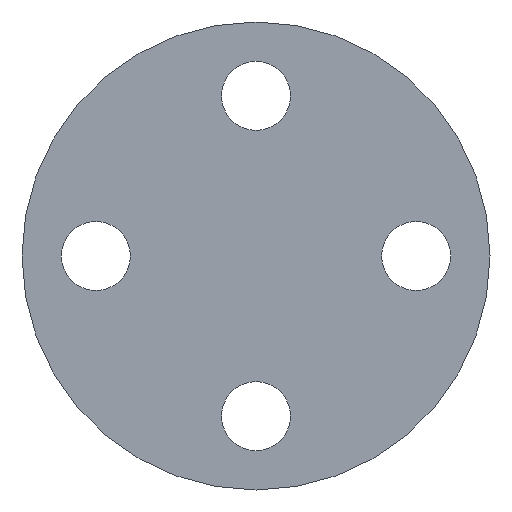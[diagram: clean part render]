
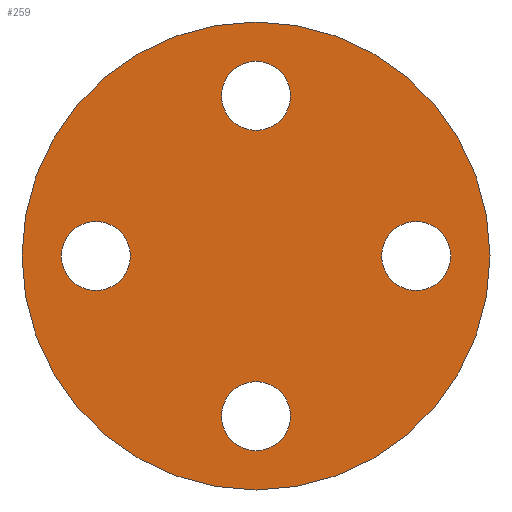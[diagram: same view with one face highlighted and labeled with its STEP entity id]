
A CAD part, front view. The second image highlights one B-rep face of the part: STEP entity #259.
In plain terms, the highlighted planar face has unit normal (0, -1, 0).
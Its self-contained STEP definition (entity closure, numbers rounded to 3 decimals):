
#3 = EDGE_CURVE ( 'NONE', #33, #94, #272, .T. ) ;
#13 = EDGE_CURVE ( 'NONE', #279, #296, #628, .T. ) ;
#18 = DIRECTION ( 'NONE',  ( 0., 1., 0. ) ) ;
#21 = CARTESIAN_POINT ( 'NONE',  ( 32.5, 0., 0. ) ) ;
#22 = EDGE_LOOP ( 'NONE', ( #191, #524 ) ) ;
#28 = AXIS2_PLACEMENT_3D ( 'NONE', #21, #18, #218 ) ;
#32 = CARTESIAN_POINT ( 'NONE',  ( -32.5, 0., 7. ) ) ;
#33 = VERTEX_POINT ( 'NONE', #506 ) ;
#50 = DIRECTION ( 'NONE',  ( 0., 0., 1. ) ) ;
#62 = CIRCLE ( 'NONE', #479, 7. ) ;
#85 = AXIS2_PLACEMENT_3D ( 'NONE', #560, #319, #603 ) ;
#94 = VERTEX_POINT ( 'NONE', #611 ) ;
#96 = CIRCLE ( 'NONE', #28, 7. ) ;
#117 = DIRECTION ( 'NONE',  ( 0., 0., 1. ) ) ;
#131 = ORIENTED_EDGE ( 'NONE', *, *, #269, .T. ) ;
#134 = DIRECTION ( 'NONE',  ( 0., 0., 1. ) ) ;
#136 = EDGE_LOOP ( 'NONE', ( #349, #301 ) ) ;
#147 = CARTESIAN_POINT ( 'NONE',  ( 0., 0., -32.5 ) ) ;
#150 = AXIS2_PLACEMENT_3D ( 'NONE', #147, #453, #117 ) ;
#152 = CARTESIAN_POINT ( 'NONE',  ( 0., 0., -32.5 ) ) ;
#169 = CARTESIAN_POINT ( 'NONE',  ( 32.5, 0., -7. ) ) ;
#170 = DIRECTION ( 'NONE',  ( 0., 1., 0. ) ) ;
#172 = EDGE_CURVE ( 'NONE', #583, #623, #96, .T. ) ;
#175 = FACE_OUTER_BOUND ( 'NONE', #22, .T. ) ;
#176 = ORIENTED_EDGE ( 'NONE', *, *, #582, .T. ) ;
#191 = ORIENTED_EDGE ( 'NONE', *, *, #13, .F. ) ;
#195 = EDGE_CURVE ( 'NONE', #509, #231, #62, .T. ) ;
#196 = VERTEX_POINT ( 'NONE', #473 ) ;
#198 = CARTESIAN_POINT ( 'NONE',  ( 0., 0., 0. ) ) ;
#208 = CARTESIAN_POINT ( 'NONE',  ( 32.5, 0., 7. ) ) ;
#218 = DIRECTION ( 'NONE',  ( 0., 0., 1. ) ) ;
#228 = CARTESIAN_POINT ( 'NONE',  ( 0., 0., 47.5 ) ) ;
#231 = VERTEX_POINT ( 'NONE', #32 ) ;
#235 = AXIS2_PLACEMENT_3D ( 'NONE', #373, #267, #503 ) ;
#241 = PLANE ( 'NONE',  #399 ) ;
#257 = DIRECTION ( 'NONE',  ( 0., 0., 1. ) ) ;
#259 = ADVANCED_FACE ( 'NONE', ( #581, #576, #485, #381, #175 ), #241, .F. ) ;
#267 = DIRECTION ( 'NONE',  ( 0., 1., 0. ) ) ;
#269 = EDGE_CURVE ( 'NONE', #196, #602, #438, .T. ) ;
#272 = CIRCLE ( 'NONE', #378, 7. ) ;
#279 = VERTEX_POINT ( 'NONE', #436 ) ;
#281 = CARTESIAN_POINT ( 'NONE',  ( 0., 0., 0. ) ) ;
#285 = DIRECTION ( 'NONE',  ( 0., 1., 0. ) ) ;
#296 = VERTEX_POINT ( 'NONE', #228 ) ;
#301 = ORIENTED_EDGE ( 'NONE', *, *, #477, .T. ) ;
#309 = CARTESIAN_POINT ( 'NONE',  ( 32.5, 0., 0. ) ) ;
#319 = DIRECTION ( 'NONE',  ( 0., 1., 0. ) ) ;
#320 = EDGE_CURVE ( 'NONE', #296, #279, #518, .T. ) ;
#349 = ORIENTED_EDGE ( 'NONE', *, *, #3, .T. ) ;
#353 = DIRECTION ( 'NONE',  ( 0., 0., 1. ) ) ;
#357 = DIRECTION ( 'NONE',  ( 0., 1., 0. ) ) ;
#361 = AXIS2_PLACEMENT_3D ( 'NONE', #309, #497, #257 ) ;
#367 = CARTESIAN_POINT ( 'NONE',  ( -32.5, 0., -7. ) ) ;
#373 = CARTESIAN_POINT ( 'NONE',  ( -32.5, 0., 0. ) ) ;
#376 = DIRECTION ( 'NONE',  ( 0., 0., 1. ) ) ;
#377 = ORIENTED_EDGE ( 'NONE', *, *, #440, .T. ) ;
#378 = AXIS2_PLACEMENT_3D ( 'NONE', #152, #357, #50 ) ;
#381 = FACE_BOUND ( 'NONE', #136, .T. ) ;
#383 = DIRECTION ( 'NONE',  ( 0., 0., 1. ) ) ;
#384 = ORIENTED_EDGE ( 'NONE', *, *, #606, .T. ) ;
#390 = AXIS2_PLACEMENT_3D ( 'NONE', #570, #615, #383 ) ;
#399 = AXIS2_PLACEMENT_3D ( 'NONE', #281, #285, #533 ) ;
#401 = CIRCLE ( 'NONE', #361, 7. ) ;
#406 = EDGE_LOOP ( 'NONE', ( #176, #131 ) ) ;
#407 = CARTESIAN_POINT ( 'NONE',  ( 0., 0., 39.5 ) ) ;
#419 = CARTESIAN_POINT ( 'NONE',  ( -32.5, 0., 0. ) ) ;
#420 = CIRCLE ( 'NONE', #235, 7. ) ;
#436 = CARTESIAN_POINT ( 'NONE',  ( 0., 0., -47.5 ) ) ;
#438 = CIRCLE ( 'NONE', #390, 7. ) ;
#440 = EDGE_CURVE ( 'NONE', #623, #583, #401, .T. ) ;
#453 = DIRECTION ( 'NONE',  ( 0., 1., 0. ) ) ;
#459 = CIRCLE ( 'NONE', #150, 7. ) ;
#464 = ORIENTED_EDGE ( 'NONE', *, *, #195, .T. ) ;
#473 = CARTESIAN_POINT ( 'NONE',  ( 0., 0., 25.5 ) ) ;
#477 = EDGE_CURVE ( 'NONE', #94, #33, #459, .T. ) ;
#479 = AXIS2_PLACEMENT_3D ( 'NONE', #419, #170, #134 ) ;
#485 = FACE_BOUND ( 'NONE', #486, .T. ) ;
#486 = EDGE_LOOP ( 'NONE', ( #384, #464 ) ) ;
#491 = EDGE_LOOP ( 'NONE', ( #616, #377 ) ) ;
#497 = DIRECTION ( 'NONE',  ( 0., 1., 0. ) ) ;
#498 = AXIS2_PLACEMENT_3D ( 'NONE', #198, #587, #353 ) ;
#503 = DIRECTION ( 'NONE',  ( 0., 0., 1. ) ) ;
#506 = CARTESIAN_POINT ( 'NONE',  ( 0., 0., -25.5 ) ) ;
#509 = VERTEX_POINT ( 'NONE', #367 ) ;
#518 = CIRCLE ( 'NONE', #558, 47.5 ) ;
#524 = ORIENTED_EDGE ( 'NONE', *, *, #320, .F. ) ;
#527 = CARTESIAN_POINT ( 'NONE',  ( 0., 0., 0. ) ) ;
#533 = DIRECTION ( 'NONE',  ( 0., 0., 1. ) ) ;
#539 = CIRCLE ( 'NONE', #85, 7. ) ;
#558 = AXIS2_PLACEMENT_3D ( 'NONE', #527, #612, #376 ) ;
#560 = CARTESIAN_POINT ( 'NONE',  ( 0., 0., 32.5 ) ) ;
#570 = CARTESIAN_POINT ( 'NONE',  ( 0., 0., 32.5 ) ) ;
#576 = FACE_BOUND ( 'NONE', #406, .T. ) ;
#581 = FACE_BOUND ( 'NONE', #491, .T. ) ;
#582 = EDGE_CURVE ( 'NONE', #602, #196, #539, .T. ) ;
#583 = VERTEX_POINT ( 'NONE', #208 ) ;
#587 = DIRECTION ( 'NONE',  ( 0., 1., 0. ) ) ;
#602 = VERTEX_POINT ( 'NONE', #407 ) ;
#603 = DIRECTION ( 'NONE',  ( 0., 0., 1. ) ) ;
#606 = EDGE_CURVE ( 'NONE', #231, #509, #420, .T. ) ;
#611 = CARTESIAN_POINT ( 'NONE',  ( 0., 0., -39.5 ) ) ;
#612 = DIRECTION ( 'NONE',  ( 0., 1., 0. ) ) ;
#615 = DIRECTION ( 'NONE',  ( 0., 1., 0. ) ) ;
#616 = ORIENTED_EDGE ( 'NONE', *, *, #172, .T. ) ;
#623 = VERTEX_POINT ( 'NONE', #169 ) ;
#628 = CIRCLE ( 'NONE', #498, 47.5 ) ;
